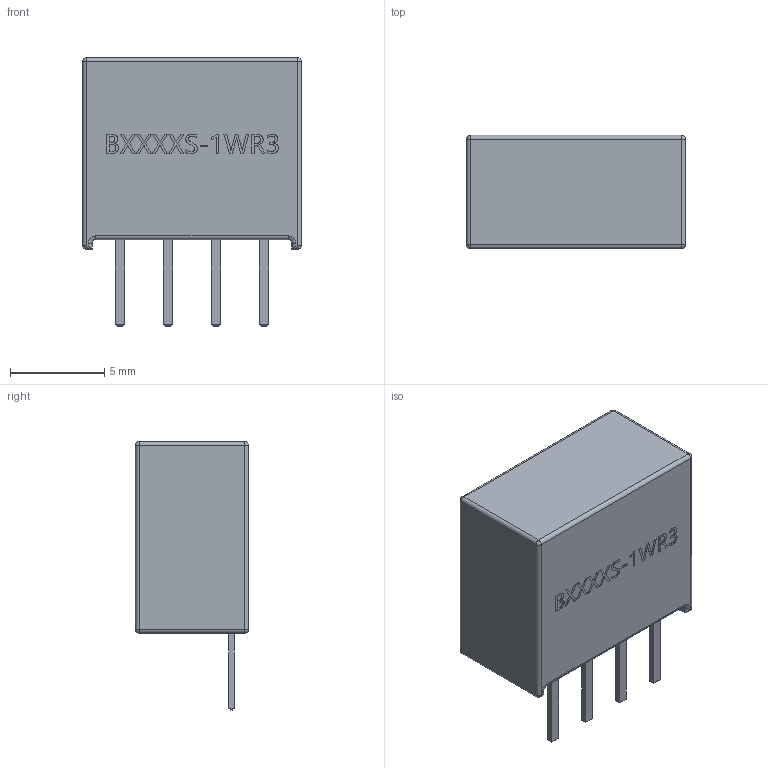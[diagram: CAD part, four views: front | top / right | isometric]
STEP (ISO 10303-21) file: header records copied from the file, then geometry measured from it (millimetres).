
FILE_DESCRIPTION (( 'STEP AP214' ), '1' );
FILE_NAME ('PWRM-TH_BXXXXS-1WR3.step', '2022-07-09T11:01:02', ( '' ), ( '' ), 'SwSTEP 2.0', 'SolidWorks 2020', '' );
FILE_SCHEMA (( 'AUTOMOTIVE_DESIGN' ));
Length unit declared in the file: millimetre
Products named in the file (1): PWRM-TH_BXXXXS-1WR3
Bounding box: 11.6 x 6.01 x 14.26 mm (x, y, z)
Volume: 677.3 mm3; surface area: 511.2 mm2
Topology: 1 solids, 1 shells, 548 faces, 1462 edges, 952 vertices
Faces by surface type: plane 340, bspline 174, cylinder 22, sphere 8, torus 4
Entity records: 24023 total; most frequent: CARTESIAN_POINT 8181, ORIENTED_EDGE 2908, DIRECTION 1888, EDGE_CURVE 1454, LINE 1058, VECTOR 1058, VERTEX_POINT 952, EDGE_LOOP 592
